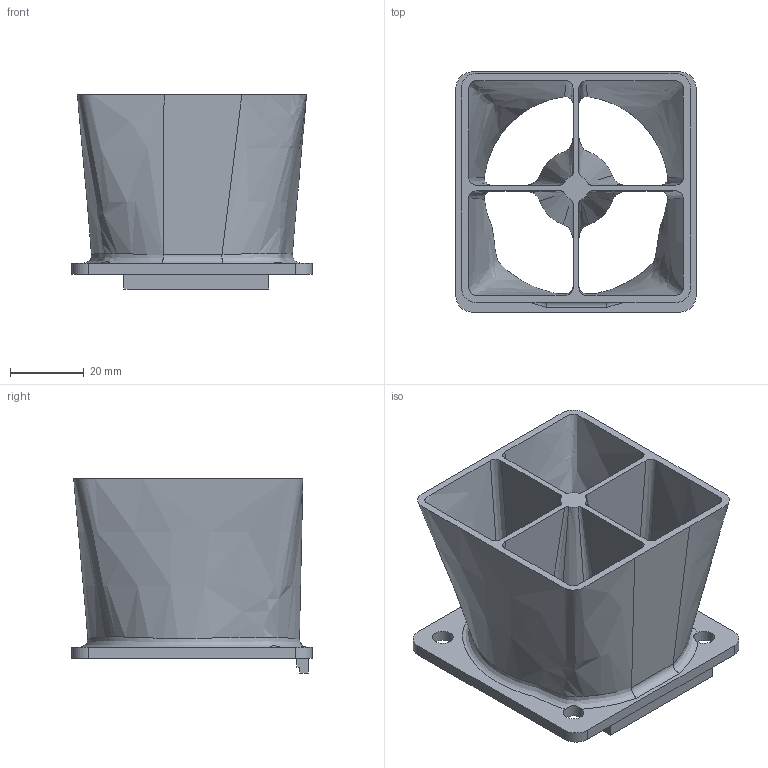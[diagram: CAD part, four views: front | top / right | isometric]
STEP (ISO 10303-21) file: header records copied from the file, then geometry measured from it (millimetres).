
FILE_DESCRIPTION(/* description */ (''),/* implementation_level */ '2;1');
FILE_NAME(/* name */ 'Internal_Exhasut_Duct.stp',/* time_stamp */ '2025-01-01T21:41:51+01:00',/* author */ ('David'),/* organization */ (''),/* preprocessor_version */ 'ST-DEVELOPER v18.1',/* originating_system */ 'Autodesk Inventor 2022',/* authorisation */ '');
FILE_SCHEMA (('AUTOMOTIVE_DESIGN { 1 0 10303 214 3 1 1 }'));
Length unit declared in the file: millimetre
Products named in the file (1): Internal_Exhasut_Duct
Bounding box: 65 x 65 x 52.5 mm (x, y, z)
Volume: 39307 mm3; surface area: 33927 mm2
Topology: 2 solids, 2 shells, 122 faces, 323 edges, 207 vertices
Faces by surface type: bspline 48, plane 39, cylinder 25, torus 6, cone 4
Full cylindrical faces by diameter (mm): 5.4 x2, 5.6 x4
Entity records: 8839 total; most frequent: CARTESIAN_POINT 6086, ORIENTED_EDGE 646, DIRECTION 405, EDGE_CURVE 323, VERTEX_POINT 207, AXIS2_PLACEMENT_3D 146, EDGE_LOOP 140, B_SPLINE_CURVE_WITH_KNOTS 139
